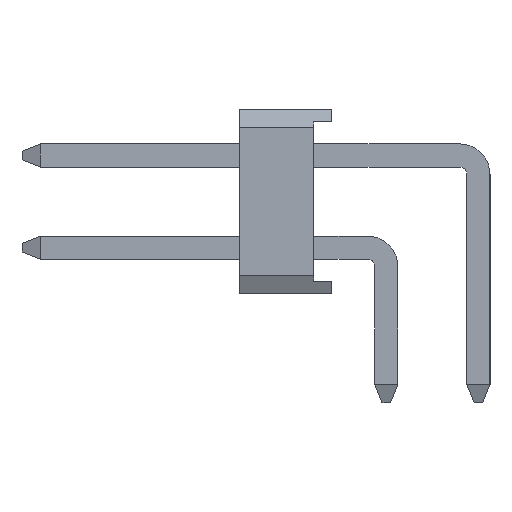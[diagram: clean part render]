
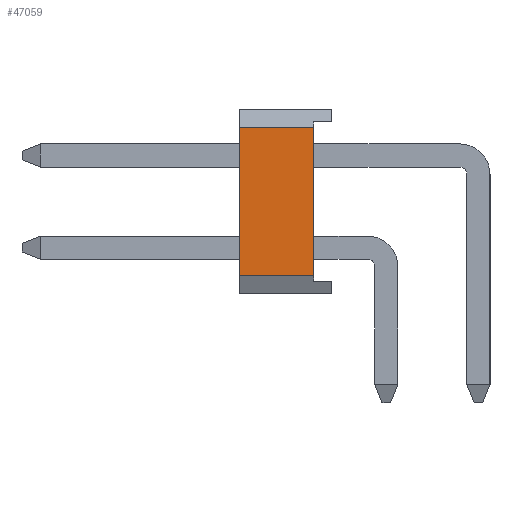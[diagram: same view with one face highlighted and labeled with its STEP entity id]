
A CAD part, left-side view. The second image highlights one B-rep face of the part: STEP entity #47059.
In plain terms, the highlighted planar face has unit normal (-1, 0, 0).
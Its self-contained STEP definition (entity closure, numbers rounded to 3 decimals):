
#2754=ORIENTED_EDGE('',*,*,#11022,.F.);
#2755=ORIENTED_EDGE('',*,*,#11304,.T.);
#2756=ORIENTED_EDGE('',*,*,#11228,.T.);
#2757=ORIENTED_EDGE('',*,*,#11517,.T.);
#11022=EDGE_CURVE('',#15598,#15599,#18876,.T.);
#11228=EDGE_CURVE('',#15689,#15688,#19082,.T.);
#11304=EDGE_CURVE('',#15598,#15689,#19158,.T.);
#11517=EDGE_CURVE('',#15688,#15599,#19371,.T.);
#15598=VERTEX_POINT('',#61744);
#15599=VERTEX_POINT('',#61746);
#15688=VERTEX_POINT('',#62121);
#15689=VERTEX_POINT('',#62123);
#18876=LINE('',#61745,#23418);
#19082=LINE('',#62122,#23624);
#19158=LINE('',#62274,#23700);
#19371=LINE('',#62700,#23913);
#23418=VECTOR('',#52370,1000.);
#23624=VECTOR('',#52738,1000.);
#23700=VECTOR('',#52820,1000.);
#23913=VECTOR('',#53035,1000.);
#27505=EDGE_LOOP('',(#2754,#2755,#2756,#2757));
#29597=FACE_BOUND('',#27505,.T.);
#31615=PLANE('',#49018);
#47059=ADVANCED_FACE('',(#29597),#31615,.T.);
#49018=AXIS2_PLACEMENT_3D('',#62699,#53033,#53034);
#52370=DIRECTION('',(0.,0.,1.));
#52738=DIRECTION('',(0.,0.,1.));
#52820=DIRECTION('',(0.,-1.,0.));
#53033=DIRECTION('',(-1.,0.,0.));
#53034=DIRECTION('',(0.,0.,1.));
#53035=DIRECTION('',(0.,1.,0.));
#61744=CARTESIAN_POINT('',(-45.72,2.04,-0.77));
#61745=CARTESIAN_POINT('',(-45.72,2.04,-90.596));
#61746=CARTESIAN_POINT('',(-45.72,2.04,1.27));
#62121=CARTESIAN_POINT('',(-45.72,-2.04,1.27));
#62122=CARTESIAN_POINT('',(-45.72,-2.04,-90.596));
#62123=CARTESIAN_POINT('',(-45.72,-2.04,-0.77));
#62274=CARTESIAN_POINT('',(-45.72,-2.54,-0.77));
#62699=CARTESIAN_POINT('',(-45.72,-2.54,-1.27));
#62700=CARTESIAN_POINT('',(-45.72,-2.54,1.27));
